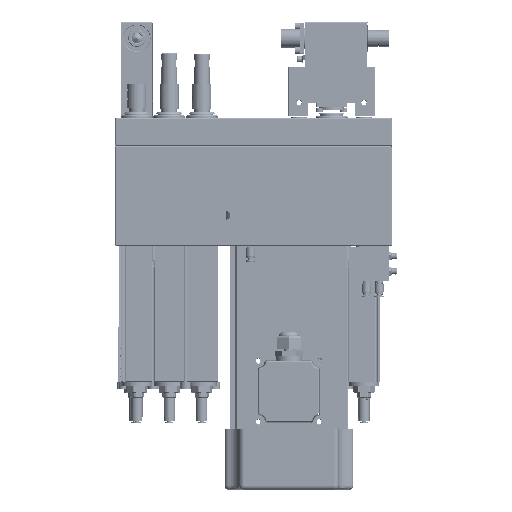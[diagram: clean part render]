
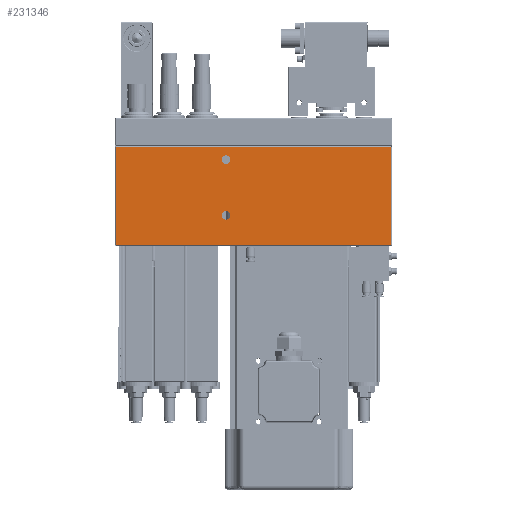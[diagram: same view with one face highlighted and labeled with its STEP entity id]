
A CAD part, top view. The second image highlights one B-rep face of the part: STEP entity #231346.
In plain terms, the highlighted planar face has unit normal (0, 0, 1).
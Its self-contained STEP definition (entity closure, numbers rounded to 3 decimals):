
#4601 = ORIENTED_EDGE ( 'NONE', *, *, #197731, .T. ) ;
#12255 = ORIENTED_EDGE ( 'NONE', *, *, #25539, .F. ) ;
#12323 = LINE ( 'NONE', #19678, #216252 ) ;
#16546 = FACE_BOUND ( 'NONE', #142182, .T. ) ;
#19678 = CARTESIAN_POINT ( 'NONE',  ( 220., -97., 220. ) ) ;
#23395 = DIRECTION ( 'NONE',  ( 1., 0., 0. ) ) ;
#24118 = ORIENTED_EDGE ( 'NONE', *, *, #77126, .T. ) ;
#25210 = VERTEX_POINT ( 'NONE', #48443 ) ;
#25242 = ORIENTED_EDGE ( 'NONE', *, *, #223127, .T. ) ;
#25539 = EDGE_CURVE ( 'NONE', #153509, #106965, #62630, .T. ) ;
#30743 = CARTESIAN_POINT ( 'NONE',  ( 219., -98., 220. ) ) ;
#33432 = DIRECTION ( 'NONE',  ( 1., 0., 0. ) ) ;
#35010 = AXIS2_PLACEMENT_3D ( 'NONE', #38851, #141176, #241935 ) ;
#38851 = CARTESIAN_POINT ( 'NONE',  ( 56., -68., 220. ) ) ;
#48443 = CARTESIAN_POINT ( 'NONE',  ( -53., -1., 220. ) ) ;
#56947 = VECTOR ( 'NONE', #100681, 1000. ) ;
#59462 = CARTESIAN_POINT ( 'NONE',  ( 51.75, -68., 220. ) ) ;
#60869 = DIRECTION ( 'NONE',  ( 1., 0., 0. ) ) ;
#61636 = CARTESIAN_POINT ( 'NONE',  ( 51.75, -13., 220. ) ) ;
#62630 = CIRCLE ( 'NONE', #95654, 4.25 ) ;
#67293 = VERTEX_POINT ( 'NONE', #218862 ) ;
#67563 = ORIENTED_EDGE ( 'NONE', *, *, #236265, .F. ) ;
#69876 = EDGE_CURVE ( 'NONE', #92093, #136026, #195436, .T. ) ;
#73602 = CARTESIAN_POINT ( 'NONE',  ( 56., -68., 220. ) ) ;
#77126 = EDGE_CURVE ( 'NONE', #25210, #67293, #216834, .T. ) ;
#86357 = CARTESIAN_POINT ( 'NONE',  ( -54., -98., 220. ) ) ;
#92093 = VERTEX_POINT ( 'NONE', #157936 ) ;
#95654 = AXIS2_PLACEMENT_3D ( 'NONE', #140264, #201624, #203336 ) ;
#98386 = CARTESIAN_POINT ( 'NONE',  ( 219., -97., 220. ) ) ;
#100681 = DIRECTION ( 'NONE',  ( 0., -1., 0. ) ) ;
#101966 = CARTESIAN_POINT ( 'NONE',  ( 219., -1., 220. ) ) ;
#102834 = EDGE_CURVE ( 'NONE', #67293, #138975, #12323, .T. ) ;
#106965 = VERTEX_POINT ( 'NONE', #61636 ) ;
#113466 = FACE_BOUND ( 'NONE', #157651, .T. ) ;
#114885 = CARTESIAN_POINT ( 'NONE',  ( -54., -1., 220. ) ) ;
#124681 = DIRECTION ( 'NONE',  ( 0., 0., 1. ) ) ;
#127159 = ORIENTED_EDGE ( 'NONE', *, *, #191670, .F. ) ;
#129686 = DIRECTION ( 'NONE',  ( 0., 1., 0. ) ) ;
#130229 = CARTESIAN_POINT ( 'NONE',  ( 60.25, -13., 220. ) ) ;
#134255 = AXIS2_PLACEMENT_3D ( 'NONE', #86357, #186418, #23395 ) ;
#135817 = DIRECTION ( 'NONE',  ( 0., 0., 1. ) ) ;
#136026 = VERTEX_POINT ( 'NONE', #59462 ) ;
#138975 = VERTEX_POINT ( 'NONE', #98386 ) ;
#140264 = CARTESIAN_POINT ( 'NONE',  ( 56., -13., 220. ) ) ;
#141176 = DIRECTION ( 'NONE',  ( 0., 0., 1. ) ) ;
#142182 = EDGE_LOOP ( 'NONE', ( #148941, #127159 ) ) ;
#147862 = LINE ( 'NONE', #30743, #248213 ) ;
#148941 = ORIENTED_EDGE ( 'NONE', *, *, #69876, .F. ) ;
#153509 = VERTEX_POINT ( 'NONE', #130229 ) ;
#157651 = EDGE_LOOP ( 'NONE', ( #12255, #67563 ) ) ;
#157936 = CARTESIAN_POINT ( 'NONE',  ( 60.25, -68., 220. ) ) ;
#167009 = PLANE ( 'NONE',  #134255 ) ;
#171643 = CIRCLE ( 'NONE', #256271, 4.25 ) ;
#180014 = CIRCLE ( 'NONE', #249608, 4.25 ) ;
#186418 = DIRECTION ( 'NONE',  ( 0., 0., 1. ) ) ;
#191670 = EDGE_CURVE ( 'NONE', #136026, #92093, #180014, .T. ) ;
#195436 = CIRCLE ( 'NONE', #35010, 4.25 ) ;
#197731 = EDGE_CURVE ( 'NONE', #138975, #247992, #147862, .T. ) ;
#201624 = DIRECTION ( 'NONE',  ( 0., 0., 1. ) ) ;
#203336 = DIRECTION ( 'NONE',  ( 1., 0., 0. ) ) ;
#209119 = LINE ( 'NONE', #114885, #246818 ) ;
#209950 = EDGE_LOOP ( 'NONE', ( #24118, #253556, #4601, #25242 ) ) ;
#216252 = VECTOR ( 'NONE', #242154, 1000. ) ;
#216533 = CARTESIAN_POINT ( 'NONE',  ( -53., -98., 220. ) ) ;
#216834 = LINE ( 'NONE', #216533, #56947 ) ;
#218862 = CARTESIAN_POINT ( 'NONE',  ( -53., -97., 220. ) ) ;
#223127 = EDGE_CURVE ( 'NONE', #247992, #25210, #209119, .T. ) ;
#226450 = FACE_OUTER_BOUND ( 'NONE', #209950, .T. ) ;
#231346 = ADVANCED_FACE ( 'NONE', ( #113466, #16546, #226450 ), #167009, .T. ) ;
#234075 = DIRECTION ( 'NONE',  ( -1., 0., 0. ) ) ;
#236265 = EDGE_CURVE ( 'NONE', #106965, #153509, #171643, .T. ) ;
#241935 = DIRECTION ( 'NONE',  ( 1., 0., 0. ) ) ;
#242154 = DIRECTION ( 'NONE',  ( 1., 0., 0. ) ) ;
#244794 = CARTESIAN_POINT ( 'NONE',  ( 56., -13., 220. ) ) ;
#246818 = VECTOR ( 'NONE', #234075, 1000. ) ;
#247992 = VERTEX_POINT ( 'NONE', #101966 ) ;
#248213 = VECTOR ( 'NONE', #129686, 1000. ) ;
#249608 = AXIS2_PLACEMENT_3D ( 'NONE', #73602, #135817, #33432 ) ;
#253556 = ORIENTED_EDGE ( 'NONE', *, *, #102834, .T. ) ;
#256271 = AXIS2_PLACEMENT_3D ( 'NONE', #244794, #124681, #60869 ) ;
